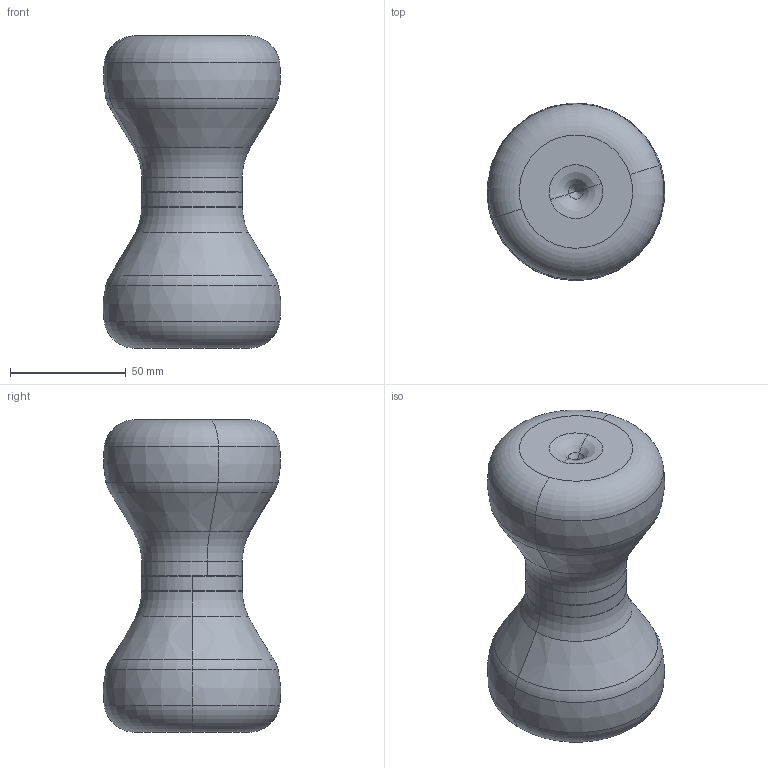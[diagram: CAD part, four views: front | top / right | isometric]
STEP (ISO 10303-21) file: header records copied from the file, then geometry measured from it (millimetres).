
FILE_DESCRIPTION(/* description */ ('STEP AP242','CAx-IF Rec.Pracs.---Representation and Presentation of Product Manufacturing Information (PMI)---4.0---2014-10-13','CAx-IF Rec.Pracs.---3D Tessellated Geometry---0.4---2014-09-14','2;1'),/* implementation_level */ '2;1');
FILE_NAME(/* name */ '66a936daa57dd41ba93fd5ad',/* time_stamp */ '2024-07-30T18:54:20Z',/* author */ (''),/* organization */ (''),/* preprocessor_version */ 'ST-DEVELOPER v20',/* originating_system */ ' ',/* authorisation */ ' ');
FILE_SCHEMA (('AP242_MANAGED_MODEL_BASED_3D_ENGINEERING_MIM_LF { 1 0 10303 442 1 1 4 }'));
Length unit declared in the file: metre
Products named in the file (4): Assembly 1; Top; Joiner; Base
Assembly tree (3 placements, depth 2):
  Assembly 1
    Top
    Joiner
    Base
Bounding box: 76.74 x 76.67 x 134.87 mm (x, y, z)
Volume: 138185.6 mm3; surface area: 72206.5 mm2
Topology: 3 solids, 3 shells, 191 faces, 484 edges, 291 vertices
Faces by surface type: bspline 54, torus 46, cylinder 35, plane 30, cone 18, sphere 8
Entity records: 11552 total; most frequent: CARTESIAN_POINT 7388, ORIENTED_EDGE 960, DIRECTION 723, EDGE_CURVE 480, AXIS2_PLACEMENT_3D 327, VERTEX_POINT 291, EDGE_LOOP 201, FACE_BOUND 201
